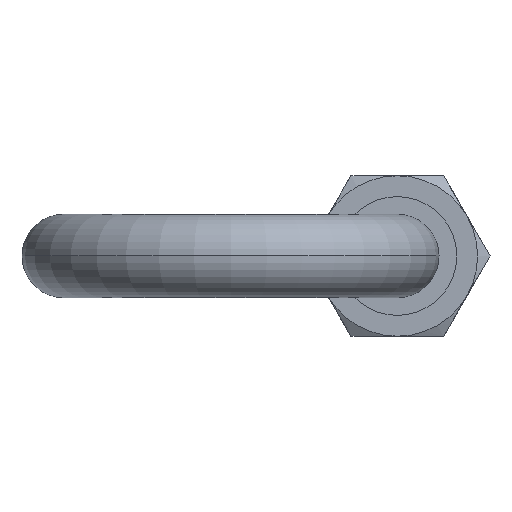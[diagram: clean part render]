
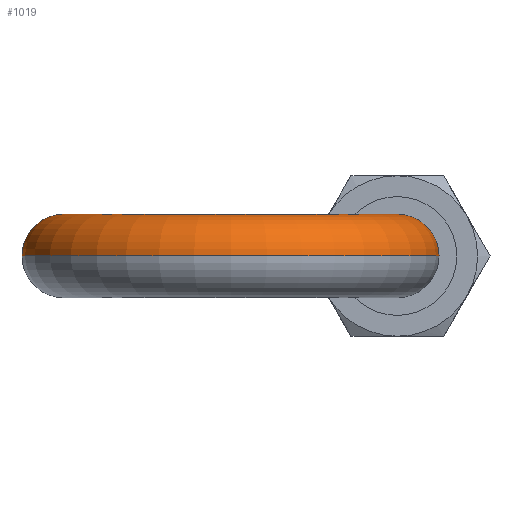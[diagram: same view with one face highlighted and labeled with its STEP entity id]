
A CAD part, front view. The second image highlights one B-rep face of the part: STEP entity #1019.
In plain terms, the highlighted toroidal (fillet/blend) face has major radius 8 mm and minor radius 2 mm.
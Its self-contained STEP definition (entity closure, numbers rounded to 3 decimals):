
#88 = ORIENTED_EDGE ( 'NONE', *, *, #1768, .F. ) ;
#181 = CIRCLE ( 'NONE', #926, 2. ) ;
#195 = DIRECTION ( 'NONE',  ( 0., 0., 1. ) ) ;
#196 = DIRECTION ( 'NONE',  ( 0., 0., 1. ) ) ;
#211 = VERTEX_POINT ( 'NONE', #1581 ) ;
#344 = DIRECTION ( 'NONE',  ( 1., 0., 0. ) ) ;
#365 = DIRECTION ( 'NONE',  ( 1., 0., 0. ) ) ;
#452 = CIRCLE ( 'NONE', #1506, 6. ) ;
#486 = TOROIDAL_SURFACE ( 'NONE', #1540, 8., 2. ) ;
#546 = CARTESIAN_POINT ( 'NONE',  ( -10., -10.25, 0. ) ) ;
#560 = CARTESIAN_POINT ( 'NONE',  ( 6., -10.25, 0. ) ) ;
#671 = CARTESIAN_POINT ( 'NONE',  ( 0., -10.25, 0. ) ) ;
#694 = EDGE_CURVE ( 'NONE', #211, #1727, #181, .T. ) ;
#738 = CIRCLE ( 'NONE', #1168, 2. ) ;
#761 = EDGE_CURVE ( 'NONE', #1727, #1623, #817, .T. ) ;
#770 = AXIS2_PLACEMENT_3D ( 'NONE', #1198, #195, #344 ) ;
#788 = CARTESIAN_POINT ( 'NONE',  ( 8., -10.25, 0. ) ) ;
#811 = DIRECTION ( 'NONE',  ( 1., 0., 0. ) ) ;
#817 = CIRCLE ( 'NONE', #770, 10. ) ;
#879 = FACE_OUTER_BOUND ( 'NONE', #1444, .T. ) ;
#904 = DIRECTION ( 'NONE',  ( 0., 0., 1. ) ) ;
#926 = AXIS2_PLACEMENT_3D ( 'NONE', #1480, #1057, #904 ) ;
#942 = DIRECTION ( 'NONE',  ( 0., 1., 0. ) ) ;
#988 = EDGE_CURVE ( 'NONE', #1277, #1623, #738, .T. ) ;
#1019 = ADVANCED_FACE ( 'NONE', ( #879 ), #486, .T. ) ;
#1021 = ORIENTED_EDGE ( 'NONE', *, *, #694, .T. ) ;
#1057 = DIRECTION ( 'NONE',  ( 0., -1., 0. ) ) ;
#1071 = ORIENTED_EDGE ( 'NONE', *, *, #761, .T. ) ;
#1089 = CARTESIAN_POINT ( 'NONE',  ( 0., -10.25, 0. ) ) ;
#1168 = AXIS2_PLACEMENT_3D ( 'NONE', #788, #942, #1228 ) ;
#1198 = CARTESIAN_POINT ( 'NONE',  ( 0., -10.25, 0. ) ) ;
#1228 = DIRECTION ( 'NONE',  ( 0., 0., 1. ) ) ;
#1277 = VERTEX_POINT ( 'NONE', #560 ) ;
#1444 = EDGE_LOOP ( 'NONE', ( #1021, #1071, #1508, #88 ) ) ;
#1480 = CARTESIAN_POINT ( 'NONE',  ( -8., -10.25, 0. ) ) ;
#1506 = AXIS2_PLACEMENT_3D ( 'NONE', #1089, #196, #365 ) ;
#1508 = ORIENTED_EDGE ( 'NONE', *, *, #988, .F. ) ;
#1520 = CARTESIAN_POINT ( 'NONE',  ( 10., -10.25, 0. ) ) ;
#1540 = AXIS2_PLACEMENT_3D ( 'NONE', #671, #1698, #811 ) ;
#1581 = CARTESIAN_POINT ( 'NONE',  ( -6., -10.25, 0. ) ) ;
#1623 = VERTEX_POINT ( 'NONE', #1520 ) ;
#1698 = DIRECTION ( 'NONE',  ( 0., 0., 1. ) ) ;
#1727 = VERTEX_POINT ( 'NONE', #546 ) ;
#1768 = EDGE_CURVE ( 'NONE', #211, #1277, #452, .T. ) ;
